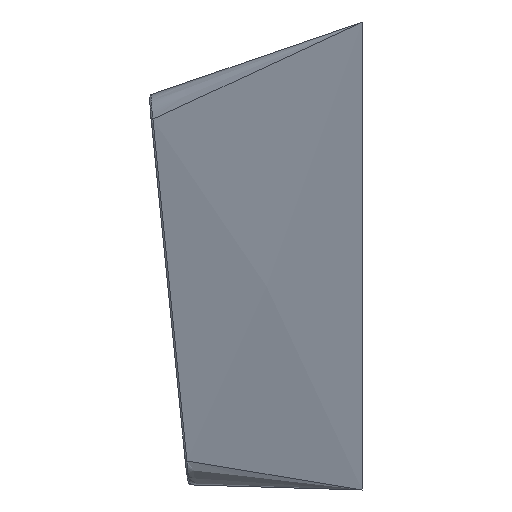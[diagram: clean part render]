
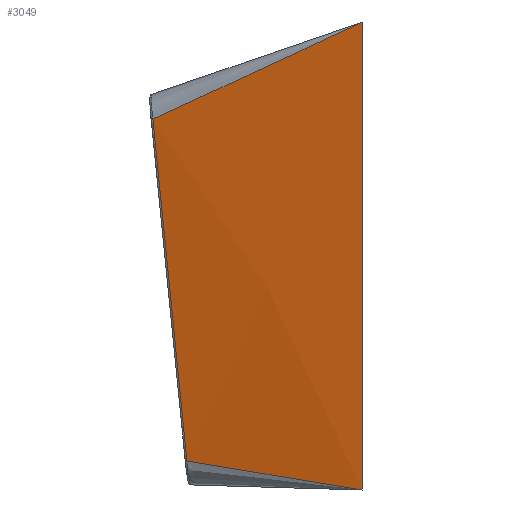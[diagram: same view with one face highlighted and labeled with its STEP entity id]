
A CAD part, left-side view. The second image highlights one B-rep face of the part: STEP entity #3049.
In plain terms, the highlighted free-form (B-spline) face has degree [3, 1] with [6, 2] control points.
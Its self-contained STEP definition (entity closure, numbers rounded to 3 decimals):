
#43 = CARTESIAN_POINT ( 'NONE',  ( 0., 0., 0. ) ) ;
#98 = CARTESIAN_POINT ( 'NONE',  ( 2.37, 7.271, 14.621 ) ) ;
#109 = CARTESIAN_POINT ( 'NONE',  ( 0., 0., 18. ) ) ;
#184 = CARTESIAN_POINT ( 'NONE',  ( 2.625, 7.314, 6.864 ) ) ;
#213 = FACE_OUTER_BOUND ( 'NONE', #732, .T. ) ;
#231 = EDGE_CURVE ( 'NONE', #292, #2929, #2364, .T. ) ;
#292 = VERTEX_POINT ( 'NONE', #2165 ) ;
#307 = CARTESIAN_POINT ( 'NONE',  ( 2.315, 7.106, 14.698 ) ) ;
#341 = CARTESIAN_POINT ( 'NONE',  ( 1.383, 4.262, 16.026 ) ) ;
#409 = CARTESIAN_POINT ( 'NONE',  ( 0., 0., 18. ) ) ;
#421 = ORIENTED_EDGE ( 'NONE', *, *, #1257, .T. ) ;
#472 = CARTESIAN_POINT ( 'NONE',  ( 0., 0., 0. ) ) ;
#513 = CARTESIAN_POINT ( 'NONE',  ( 2.65, 7.218, 5.19 ) ) ;
#549 = CARTESIAN_POINT ( 'NONE',  ( 2.572, 7.885, 14.333 ) ) ;
#562 = CARTESIAN_POINT ( 'NONE',  ( 2.207, 6.779, 14.852 ) ) ;
#597 = EDGE_CURVE ( 'NONE', #2815, #2949, #2215, .T. ) ;
#651 = CARTESIAN_POINT ( 'NONE',  ( 2.625, 7.457, 8.301 ) ) ;
#654 = DIRECTION ( 'NONE',  ( 0., 0., -1. ) ) ;
#728 = B_SPLINE_SURFACE_WITH_KNOTS ( 'NONE', 3, 1, ( 
 ( #1496, #2490 ),
 ( #2711, #1010 ),
 ( #2469, #513 ),
 ( #2979, #759 ),
 ( #749, #2478 ),
 ( #2733, #742 ) ),
 .UNSPECIFIED., .F., .F., .F.,
 ( 4, 2, 4 ),
 ( 2, 2 ),
 ( 0., 0.5, 1. ),
 ( 0., 1. ),
 .UNSPECIFIED. ) ;
#732 = EDGE_LOOP ( 'NONE', ( #421, #2891, #1342, #1588 ) ) ;
#742 = CARTESIAN_POINT ( 'NONE',  ( 2.65, 8.215, 15.171 ) ) ;
#749 = CARTESIAN_POINT ( 'NONE',  ( 0., 0., 15. ) ) ;
#759 = CARTESIAN_POINT ( 'NONE',  ( 2.65, 7.716, 10.181 ) ) ;
#786 = CARTESIAN_POINT ( 'NONE',  ( 1.963, 6.034, 15.2 ) ) ;
#823 = CARTESIAN_POINT ( 'NONE',  ( 2.606, 7.987, 14.285 ) ) ;
#833 = CARTESIAN_POINT ( 'NONE',  ( 1.314, 4.051, 16.124 ) ) ;
#911 = CARTESIAN_POINT ( 'NONE',  ( 2.624, 7.029, 3.992 ) ) ;
#1010 = CARTESIAN_POINT ( 'NONE',  ( 2.65, 6.969, 2.695 ) ) ;
#1032 = CARTESIAN_POINT ( 'NONE',  ( 2.455, 7.529, 14.5 ) ) ;
#1062 = CARTESIAN_POINT ( 'NONE',  ( 1.301, 4.012, 16.142 ) ) ;
#1077 = CARTESIAN_POINT ( 'NONE',  ( 2.483, 7.615, 14.46 ) ) ;
#1199 = B_SPLINE_CURVE_WITH_KNOTS ( 'NONE', 3,
 ( #109, #3054, #2032, #1062, #833, #2532, #341, #2056, #1318, #3033, #786, #2285, #1826, #2295, #562, #2065, #307, #98, #2510, #1032, #2274, #2557, #2303, #1077, #2768, #2816, #1592, #2022, #549, #823, #3010 ),
 .UNSPECIFIED., .F., .F.,
 ( 4, 2, 2, 1, 1, 1, 2, 2, 1, 2, 2, 1, 1, 1, 1, 2, 2, 1, 2, 4 ),
 ( 0., 0.488, 0.504, 0.519, 0.549, 0.61, 0.732, 0.763, 0.793, 0.854, 0.885, 0.916, 0.931, 0.935, 0.937, 0.937, 0.938, 0.938, 0.946, 0.977 ),
 .UNSPECIFIED. ) ;
#1257 = EDGE_CURVE ( 'NONE', #2815, #292, #1199, .T. ) ;
#1260 = CARTESIAN_POINT ( 'NONE',  ( 0.943, 2.39, 0.41 ) ) ;
#1318 = CARTESIAN_POINT ( 'NONE',  ( 1.669, 5.139, 15.618 ) ) ;
#1342 = ORIENTED_EDGE ( 'NONE', *, *, #3052, .T. ) ;
#1380 = CARTESIAN_POINT ( 'NONE',  ( 2.623, 6.743, 1.12 ) ) ;
#1475 = CARTESIAN_POINT ( 'NONE',  ( 2.623, 6.743, 1.12 ) ) ;
#1496 = CARTESIAN_POINT ( 'NONE',  ( 0., 0., 0. ) ) ;
#1571 = VECTOR ( 'NONE', #654, 1000. ) ;
#1588 = ORIENTED_EDGE ( 'NONE', *, *, #597, .F. ) ;
#1592 = CARTESIAN_POINT ( 'NONE',  ( 2.5, 7.667, 14.435 ) ) ;
#1733 = CARTESIAN_POINT ( 'NONE',  ( 1.817, 4.638, 0.783 ) ) ;
#1826 = CARTESIAN_POINT ( 'NONE',  ( 2.044, 6.283, 15.084 ) ) ;
#2022 = CARTESIAN_POINT ( 'NONE',  ( 2.514, 7.707, 14.416 ) ) ;
#2032 = CARTESIAN_POINT ( 'NONE',  ( 0.876, 2.71, 16.748 ) ) ;
#2056 = CARTESIAN_POINT ( 'NONE',  ( 1.479, 4.556, 15.889 ) ) ;
#2065 = CARTESIAN_POINT ( 'NONE',  ( 2.288, 7.024, 14.737 ) ) ;
#2123 = CARTESIAN_POINT ( 'NONE',  ( 2.626, 8.049, 14.256 ) ) ;
#2138 = CARTESIAN_POINT ( 'NONE',  ( 2.626, 7.899, 12.749 ) ) ;
#2159 = CARTESIAN_POINT ( 'NONE',  ( 2.626, 7.749, 11.243 ) ) ;
#2165 = CARTESIAN_POINT ( 'NONE',  ( 2.626, 8.049, 14.256 ) ) ;
#2215 = LINE ( 'NONE', #409, #1571 ) ;
#2254 = CARTESIAN_POINT ( 'NONE',  ( 2.623, 6.743, 1.12 ) ) ;
#2274 = CARTESIAN_POINT ( 'NONE',  ( 2.473, 7.585, 14.473 ) ) ;
#2285 = CARTESIAN_POINT ( 'NONE',  ( 1.989, 6.116, 15.162 ) ) ;
#2295 = CARTESIAN_POINT ( 'NONE',  ( 2.126, 6.532, 14.967 ) ) ;
#2303 = CARTESIAN_POINT ( 'NONE',  ( 2.482, 7.611, 14.461 ) ) ;
#2364 = B_SPLINE_CURVE_WITH_KNOTS ( 'NONE', 3,
 ( #2123, #2138, #2159, #2596, #651, #184, #2387, #911, #2649, #1380 ),
 .UNSPECIFIED., .F., .F.,
 ( 4, 3, 3, 4 ),
 ( 0., 0.005, 0.009, 0.013 ),
 .UNSPECIFIED. ) ;
#2387 = CARTESIAN_POINT ( 'NONE',  ( 2.624, 7.171, 5.428 ) ) ;
#2469 = CARTESIAN_POINT ( 'NONE',  ( 0., 0., 6. ) ) ;
#2478 = CARTESIAN_POINT ( 'NONE',  ( 2.65, 7.966, 12.676 ) ) ;
#2490 = CARTESIAN_POINT ( 'NONE',  ( 2.65, 6.72, 0.199 ) ) ;
#2510 = CARTESIAN_POINT ( 'NONE',  ( 2.411, 7.395, 14.563 ) ) ;
#2532 = CARTESIAN_POINT ( 'NONE',  ( 1.341, 4.136, 16.085 ) ) ;
#2557 = CARTESIAN_POINT ( 'NONE',  ( 2.479, 7.603, 14.465 ) ) ;
#2596 = CARTESIAN_POINT ( 'NONE',  ( 2.625, 7.599, 9.737 ) ) ;
#2630 = B_SPLINE_CURVE_WITH_KNOTS ( 'NONE', 3,
 ( #2254, #1733, #1260, #43 ),
 .UNSPECIFIED., .F., .F.,
 ( 4, 4 ),
 ( 0.011, 1. ),
 .UNSPECIFIED. ) ;
#2649 = CARTESIAN_POINT ( 'NONE',  ( 2.624, 6.886, 2.556 ) ) ;
#2711 = CARTESIAN_POINT ( 'NONE',  ( 0., 0., 3. ) ) ;
#2733 = CARTESIAN_POINT ( 'NONE',  ( 0., 0., 18. ) ) ;
#2768 = CARTESIAN_POINT ( 'NONE',  ( 2.484, 7.618, 14.458 ) ) ;
#2815 = VERTEX_POINT ( 'NONE', #2882 ) ;
#2816 = CARTESIAN_POINT ( 'NONE',  ( 2.486, 7.623, 14.455 ) ) ;
#2882 = CARTESIAN_POINT ( 'NONE',  ( 0., 0., 18. ) ) ;
#2891 = ORIENTED_EDGE ( 'NONE', *, *, #231, .T. ) ;
#2929 = VERTEX_POINT ( 'NONE', #1475 ) ;
#2949 = VERTEX_POINT ( 'NONE', #472 ) ;
#2979 = CARTESIAN_POINT ( 'NONE',  ( 0., 0., 12. ) ) ;
#3010 = CARTESIAN_POINT ( 'NONE',  ( 2.626, 8.049, 14.256 ) ) ;
#3033 = CARTESIAN_POINT ( 'NONE',  ( 1.83, 5.63, 15.389 ) ) ;
#3049 = ADVANCED_FACE ( 'NONE', ( #213 ), #728, .T. ) ;
#3052 = EDGE_CURVE ( 'NONE', #2929, #2949, #2630, .T. ) ;
#3054 = CARTESIAN_POINT ( 'NONE',  ( 0.447, 1.386, 17.361 ) ) ;
